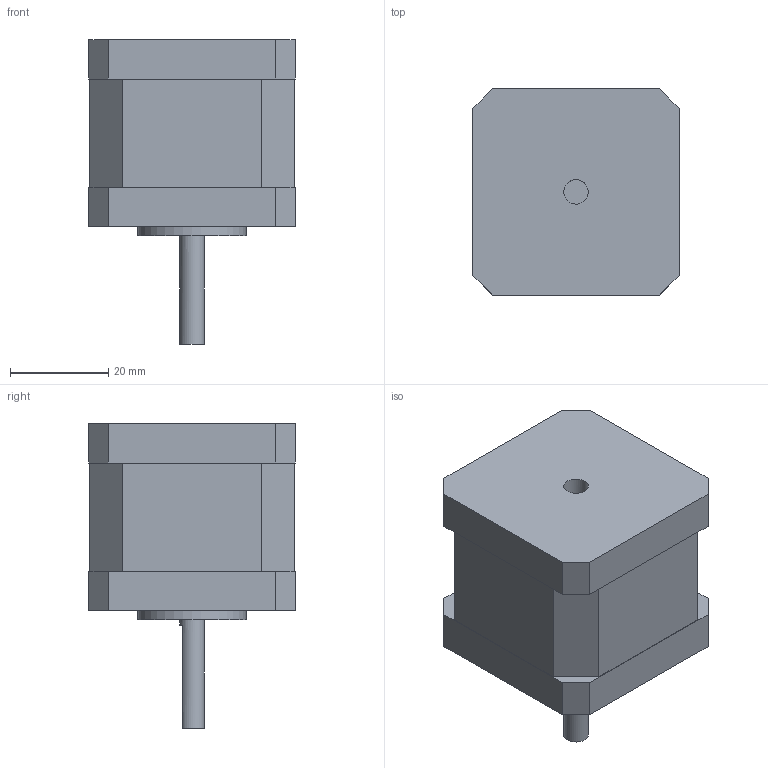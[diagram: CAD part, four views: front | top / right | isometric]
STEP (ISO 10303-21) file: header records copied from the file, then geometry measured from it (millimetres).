
FILE_DESCRIPTION(('FreeCAD Model'),'2;1');
FILE_NAME('half_nema.stelp.step' ,'2017-04-12T12:55:13',('Author'),(''), 'Open CASCADE STEP processor 6.9','FreeCAD','Unknown');
FILE_SCHEMA(('AUTOMOTIVE_DESIGN_CC2 { 1 2 10303 214 -1 1 5 4 }'));
Length unit declared in the file: millimetre
Products named in the file (2): ASSEMBLY; SOLID
Assembly tree (1 placements, depth 2):
  ASSEMBLY
    SOLID
Bounding box: 42 x 42 x 62 mm (x, y, z)
Volume: 64575.1 mm3; surface area: 10415 mm2
Topology: 1 solids, 2 shells, 47 faces, 102 edges, 68 vertices
Faces by surface type: plane 39, cylinder 8
Full cylindrical faces by diameter (mm): 3 x4, 5 x3, 22 x1
Entity records: 3358 total; most frequent: CARTESIAN_POINT 905, DIRECTION 386, LINE 245, VECTOR 245, ORIENTED_EDGE 204, PCURVE 204, DEFINITIONAL_REPRESENTATION 204, EDGE_CURVE 102
